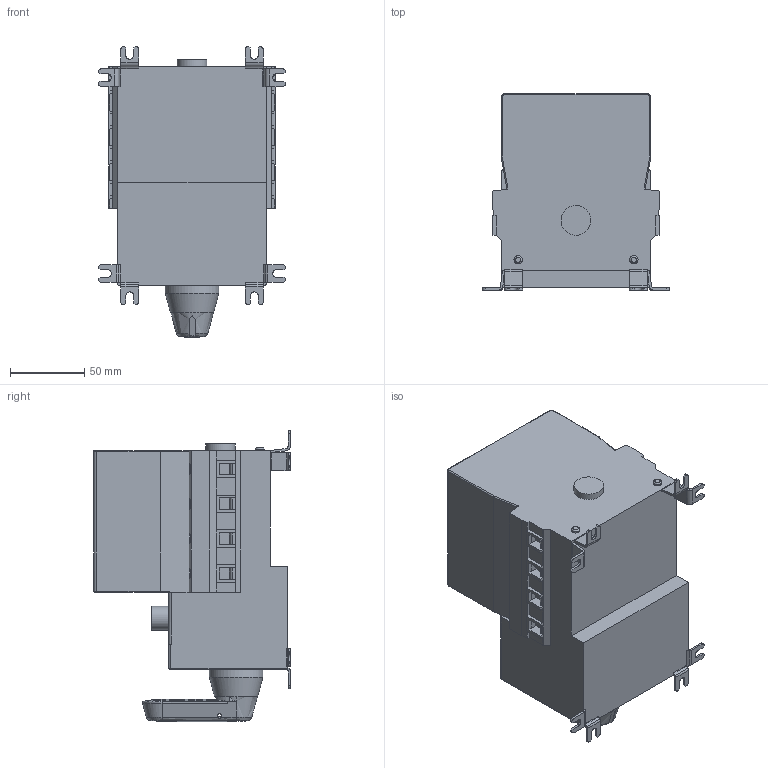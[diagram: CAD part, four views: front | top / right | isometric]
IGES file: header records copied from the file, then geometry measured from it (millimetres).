
Global section: file name: OS63GDS04K_Palikka.igs; preprocessor: I-DEAS 3D IGES Translator 11; date: 20091116.133303; units: millimetre
Bounding box: 126.03 x 132.48 x 196.15 mm (x, y, z)
Volume: 1627345.2 mm3; surface area: 111664.9 mm2
Topology: 1 solids, 4 shells, 690 faces, 1819 edges, 1099 vertices
Faces by surface type: bspline 690
